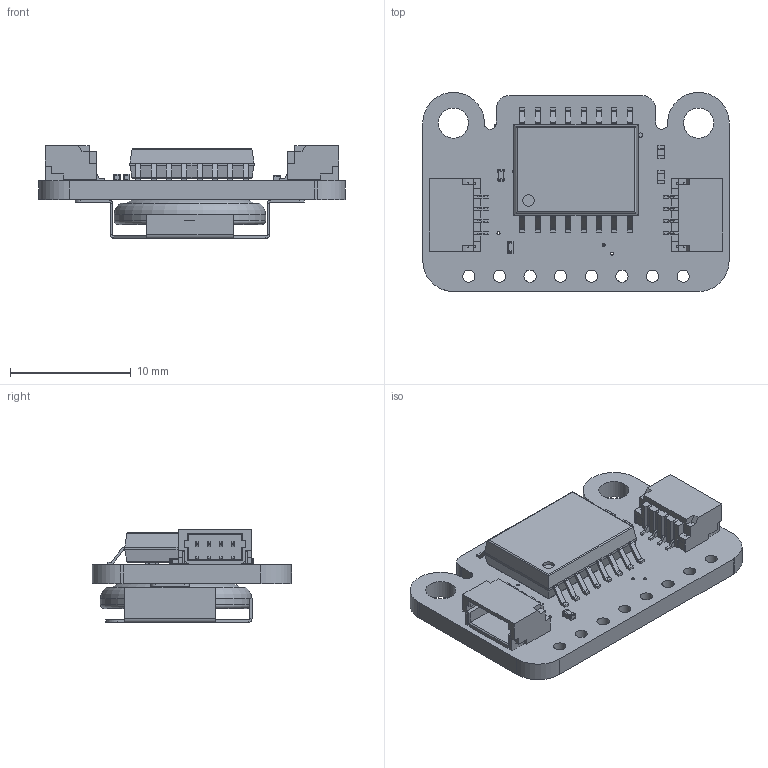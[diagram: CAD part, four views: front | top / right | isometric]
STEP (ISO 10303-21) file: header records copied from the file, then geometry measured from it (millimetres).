
FILE_DESCRIPTION(/* description */ (''),/* implementation_level */ '2;1');
FILE_NAME(/* name */ 'Laskakit DS3231 v4.step',/* time_stamp */ '2023-04-24T15:09:31+02:00',/* author */ (''),/* organization */ (''),/* preprocessor_version */ 'ST-DEVELOPER v19.2',/* originating_system */ 'Autodesk Translation Framework v12.4.0.73',/* authorisation */ '');
FILE_SCHEMA (('AUTOMOTIVE_DESIGN { 1 0 10303 214 3 1 1 }'));
Length unit declared in the file: millimetre
Products named in the file (17): Laskakit DS3231; Board; Packages; LASKAKIT_HEART_3MM; LASKKIT_10MM_SILKSCREEN; DS3231; Body; PinsArrayLR; BATTCON_12MM; По умолчанию; C0402; Pin1; Pin2; CeramicBody; USUP_4MM_SILKSCREEN; 1X04_1MM_RA; R0402
Assembly tree (20 placements, depth 4):
  Laskakit DS3231
    Board
    Packages
      LASKAKIT_HEART_3MM
      LASKKIT_10MM_SILKSCREEN
      DS3231
        Body
        PinsArrayLR
      BATTCON_12MM
        По умолчанию
      C0402  x2
        Pin1
        Pin2
        CeramicBody
      USUP_4MM_SILKSCREEN  x2
      1X04_1MM_RA  x2
      R0402  x2
Bounding box: 25.4 x 16.51 x 7.69 mm (x, y, z)
Volume: 1139.8 mm3; surface area: 2396.6 mm2
Topology: 42 solids, 42 shells, 1717 faces, 4568 edges, 2942 vertices
Faces by surface type: plane 1306, cylinder 315, sphere 56, bspline 36, torus 3, cone 1
Full cylindrical faces by diameter (mm): 0.25 x8, 0.35 x1, 0.5 x1, 0.938 x1, 1.016 x8, 1.2 x2, 2.5 x2, 12.55 x1
Entity records: 42152 total; most frequent: CARTESIAN_POINT 8367, ORIENTED_EDGE 6968, DIRECTION 6575, EDGE_CURVE 3484, LINE 2979, VECTOR 2979, VERTEX_POINT 2260, AXIS2_PLACEMENT_3D 1798
